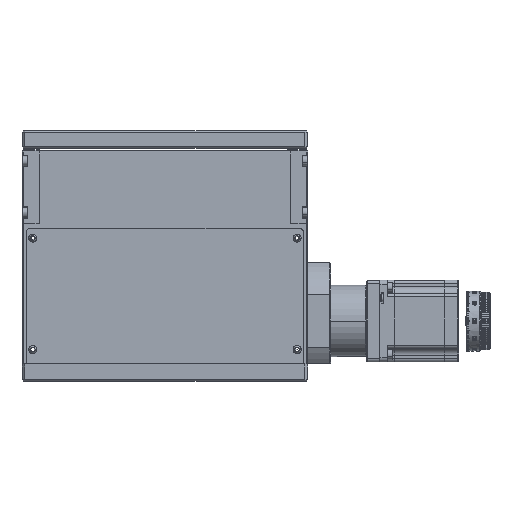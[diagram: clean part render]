
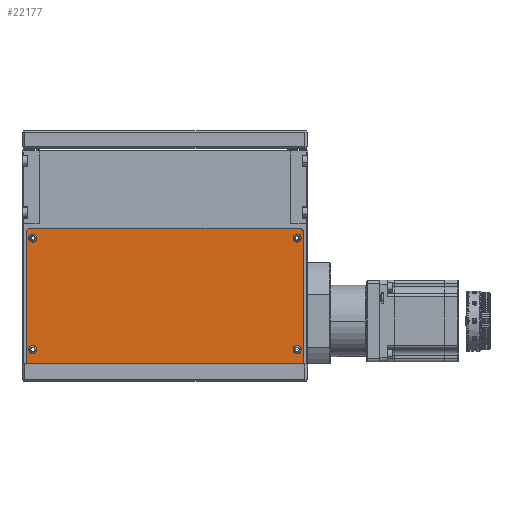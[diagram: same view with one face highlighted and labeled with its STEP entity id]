
A CAD part, front view. The second image highlights one B-rep face of the part: STEP entity #22177.
In plain terms, the highlighted planar face has unit normal (0, -1, 0).
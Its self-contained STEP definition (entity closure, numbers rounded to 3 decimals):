
#1218 = CIRCLE ( 'NONE', #17172, 2. ) ;
#2363 = VERTEX_POINT ( 'NONE', #38548 ) ;
#2797 = EDGE_CURVE ( 'NONE', #30680, #20495, #52207, .T. ) ;
#3608 = VERTEX_POINT ( 'NONE', #28478 ) ;
#4086 = EDGE_CURVE ( 'NONE', #3608, #60287, #46058, .T. ) ;
#4905 = CARTESIAN_POINT ( 'NONE',  ( 94.5, -84.5, 22. ) ) ;
#4911 = ORIENTED_EDGE ( 'NONE', *, *, #40052, .F. ) ;
#5810 = AXIS2_PLACEMENT_3D ( 'NONE', #18371, #37976, #32848 ) ;
#6132 = DIRECTION ( 'NONE',  ( 0., -1., 0. ) ) ;
#6832 = CARTESIAN_POINT ( 'NONE',  ( 97., -84.5, 107. ) ) ;
#6906 = DIRECTION ( 'NONE',  ( -1., 0., 0. ) ) ;
#7018 = CIRCLE ( 'NONE', #52412, 3. ) ;
#7489 = VECTOR ( 'NONE', #12646, 1000. ) ;
#7731 = DIRECTION ( 'NONE',  ( 0., -1., 0. ) ) ;
#9357 = EDGE_CURVE ( 'NONE', #59289, #12110, #57122, .T. ) ;
#9555 = VERTEX_POINT ( 'NONE', #35521 ) ;
#9575 = DIRECTION ( 'NONE',  ( 1., 0., 0. ) ) ;
#10853 = DIRECTION ( 'NONE',  ( -1., 0., 0. ) ) ;
#10915 = CARTESIAN_POINT ( 'NONE',  ( 92.5, -84.5, 22. ) ) ;
#12110 = VERTEX_POINT ( 'NONE', #42621 ) ;
#12646 = DIRECTION ( 'NONE',  ( 0., 0., -1. ) ) ;
#14063 = ORIENTED_EDGE ( 'NONE', *, *, #25359, .F. ) ;
#14704 = DIRECTION ( 'NONE',  ( -1., 0., 0. ) ) ;
#14844 = CARTESIAN_POINT ( 'NONE',  ( -94.5, -84.5, 22. ) ) ;
#15288 = EDGE_CURVE ( 'NONE', #21933, #9555, #51004, .T. ) ;
#15654 = DIRECTION ( 'NONE',  ( -1., 0., 0. ) ) ;
#15871 = AXIS2_PLACEMENT_3D ( 'NONE', #48302, #34330, #34525 ) ;
#17172 = AXIS2_PLACEMENT_3D ( 'NONE', #10915, #43923, #15654 ) ;
#17374 = CARTESIAN_POINT ( 'NONE',  ( 94.5, -84.5, 100. ) ) ;
#18371 = CARTESIAN_POINT ( 'NONE',  ( 0., -84.5, 61. ) ) ;
#18445 = ORIENTED_EDGE ( 'NONE', *, *, #4086, .F. ) ;
#18744 = DIRECTION ( 'NONE',  ( -1., 0., 0. ) ) ;
#18893 = AXIS2_PLACEMENT_3D ( 'NONE', #28732, #18998, #42140 ) ;
#18957 = PLANE ( 'NONE',  #5810 ) ;
#18998 = DIRECTION ( 'NONE',  ( 0., -1., 0. ) ) ;
#19317 = CARTESIAN_POINT ( 'NONE',  ( -92.5, -84.5, 22. ) ) ;
#19924 = AXIS2_PLACEMENT_3D ( 'NONE', #35176, #39682, #6906 ) ;
#20003 = ORIENTED_EDGE ( 'NONE', *, *, #15288, .T. ) ;
#20035 = CARTESIAN_POINT ( 'NONE',  ( -94., -84.5, 107. ) ) ;
#20457 = VERTEX_POINT ( 'NONE', #44581 ) ;
#20495 = VERTEX_POINT ( 'NONE', #44204 ) ;
#21863 = ORIENTED_EDGE ( 'NONE', *, *, #29487, .T. ) ;
#21933 = VERTEX_POINT ( 'NONE', #20035 ) ;
#22177 = ADVANCED_FACE ( 'NONE', ( #32818, #25325, #51221, #36480, #59276 ), #18957, .T. ) ;
#22686 = ORIENTED_EDGE ( 'NONE', *, *, #2797, .F. ) ;
#23549 = EDGE_LOOP ( 'NONE', ( #59433, #22686 ) ) ;
#23834 = EDGE_LOOP ( 'NONE', ( #4911, #57053 ) ) ;
#24694 = CARTESIAN_POINT ( 'NONE',  ( -94.5, -84.5, 100. ) ) ;
#25325 = FACE_BOUND ( 'NONE', #53808, .T. ) ;
#25359 = EDGE_CURVE ( 'NONE', #2363, #48099, #45330, .T. ) ;
#25551 = DIRECTION ( 'NONE',  ( 0., 0., 1. ) ) ;
#26211 = DIRECTION ( 'NONE',  ( -1., 0., 0. ) ) ;
#27088 = CARTESIAN_POINT ( 'NONE',  ( -94., -84.5, 104. ) ) ;
#27322 = CIRCLE ( 'NONE', #42779, 2. ) ;
#28478 = CARTESIAN_POINT ( 'NONE',  ( 90.5, -84.5, 100. ) ) ;
#28732 = CARTESIAN_POINT ( 'NONE',  ( 92.5, -84.5, 22. ) ) ;
#28740 = DIRECTION ( 'NONE',  ( 0., -1., 0. ) ) ;
#29487 = EDGE_CURVE ( 'NONE', #9555, #47297, #42185, .T. ) ;
#30264 = VERTEX_POINT ( 'NONE', #14844 ) ;
#30680 = VERTEX_POINT ( 'NONE', #4905 ) ;
#30993 = CIRCLE ( 'NONE', #36157, 2. ) ;
#31211 = CARTESIAN_POINT ( 'NONE',  ( -97., -84.5, 107. ) ) ;
#31664 = CIRCLE ( 'NONE', #15871, 2. ) ;
#32427 = EDGE_CURVE ( 'NONE', #12110, #20457, #7018, .T. ) ;
#32818 = FACE_BOUND ( 'NONE', #23549, .T. ) ;
#32848 = DIRECTION ( 'NONE',  ( -1., 0., 0. ) ) ;
#32994 = CARTESIAN_POINT ( 'NONE',  ( -92.5, -84.5, 100. ) ) ;
#33245 = DIRECTION ( 'NONE',  ( 0., -1., 0. ) ) ;
#33249 = EDGE_LOOP ( 'NONE', ( #18445, #35645 ) ) ;
#33507 = CARTESIAN_POINT ( 'NONE',  ( 100., -84.5, 12. ) ) ;
#33582 = VECTOR ( 'NONE', #39330, 1000. ) ;
#34330 = DIRECTION ( 'NONE',  ( 0., -1., 0. ) ) ;
#34525 = DIRECTION ( 'NONE',  ( -1., 0., 0. ) ) ;
#34548 = CARTESIAN_POINT ( 'NONE',  ( -90.5, -84.5, 22. ) ) ;
#35176 = CARTESIAN_POINT ( 'NONE',  ( -92.5, -84.5, 100. ) ) ;
#35521 = CARTESIAN_POINT ( 'NONE',  ( -97., -84.5, 104. ) ) ;
#35645 = ORIENTED_EDGE ( 'NONE', *, *, #39097, .F. ) ;
#36157 = AXIS2_PLACEMENT_3D ( 'NONE', #19317, #6132, #10853 ) ;
#36385 = AXIS2_PLACEMENT_3D ( 'NONE', #27088, #7731, #40720 ) ;
#36480 = FACE_BOUND ( 'NONE', #23834, .T. ) ;
#37976 = DIRECTION ( 'NONE',  ( 0., -1., 0. ) ) ;
#38006 = AXIS2_PLACEMENT_3D ( 'NONE', #56826, #28740, #14704 ) ;
#38548 = CARTESIAN_POINT ( 'NONE',  ( -90.5, -84.5, 100. ) ) ;
#38735 = CARTESIAN_POINT ( 'NONE',  ( -97., -84.5, 107. ) ) ;
#39097 = EDGE_CURVE ( 'NONE', #60287, #3608, #27322, .T. ) ;
#39100 = VERTEX_POINT ( 'NONE', #34548 ) ;
#39330 = DIRECTION ( 'NONE',  ( -1., 0., 0. ) ) ;
#39682 = DIRECTION ( 'NONE',  ( 0., -1., 0. ) ) ;
#40052 = EDGE_CURVE ( 'NONE', #30264, #39100, #31664, .T. ) ;
#40131 = CARTESIAN_POINT ( 'NONE',  ( 97., -84.5, 12. ) ) ;
#40720 = DIRECTION ( 'NONE',  ( -1., 0., 0. ) ) ;
#42071 = EDGE_CURVE ( 'NONE', #20495, #30680, #1218, .T. ) ;
#42140 = DIRECTION ( 'NONE',  ( -1., 0., 0. ) ) ;
#42185 = LINE ( 'NONE', #31211, #7489 ) ;
#42621 = CARTESIAN_POINT ( 'NONE',  ( 97., -84.5, 104. ) ) ;
#42779 = AXIS2_PLACEMENT_3D ( 'NONE', #53860, #58761, #26211 ) ;
#42858 = CARTESIAN_POINT ( 'NONE',  ( -97., -84.5, 12. ) ) ;
#43489 = AXIS2_PLACEMENT_3D ( 'NONE', #32994, #48354, #57241 ) ;
#43923 = DIRECTION ( 'NONE',  ( 0., -1., 0. ) ) ;
#44204 = CARTESIAN_POINT ( 'NONE',  ( 90.5, -84.5, 22. ) ) ;
#44581 = CARTESIAN_POINT ( 'NONE',  ( 94., -84.5, 107. ) ) ;
#45330 = CIRCLE ( 'NONE', #43489, 2. ) ;
#45507 = EDGE_LOOP ( 'NONE', ( #53651, #46286, #45851, #20003, #21863, #56633 ) ) ;
#45529 = EDGE_CURVE ( 'NONE', #48099, #2363, #50834, .T. ) ;
#45851 = ORIENTED_EDGE ( 'NONE', *, *, #51085, .T. ) ;
#46058 = CIRCLE ( 'NONE', #38006, 2. ) ;
#46286 = ORIENTED_EDGE ( 'NONE', *, *, #32427, .T. ) ;
#47297 = VERTEX_POINT ( 'NONE', #42858 ) ;
#47719 = EDGE_CURVE ( 'NONE', #47297, #59289, #51936, .T. ) ;
#48099 = VERTEX_POINT ( 'NONE', #24694 ) ;
#48302 = CARTESIAN_POINT ( 'NONE',  ( -92.5, -84.5, 22. ) ) ;
#48354 = DIRECTION ( 'NONE',  ( 0., -1., 0. ) ) ;
#50834 = CIRCLE ( 'NONE', #19924, 2. ) ;
#51004 = CIRCLE ( 'NONE', #36385, 3. ) ;
#51085 = EDGE_CURVE ( 'NONE', #20457, #21933, #60854, .T. ) ;
#51221 = FACE_BOUND ( 'NONE', #33249, .T. ) ;
#51936 = LINE ( 'NONE', #33507, #57811 ) ;
#52207 = CIRCLE ( 'NONE', #18893, 2. ) ;
#52412 = AXIS2_PLACEMENT_3D ( 'NONE', #56892, #33245, #18744 ) ;
#53351 = ORIENTED_EDGE ( 'NONE', *, *, #45529, .F. ) ;
#53357 = VECTOR ( 'NONE', #25551, 1000. ) ;
#53651 = ORIENTED_EDGE ( 'NONE', *, *, #9357, .T. ) ;
#53808 = EDGE_LOOP ( 'NONE', ( #53351, #14063 ) ) ;
#53860 = CARTESIAN_POINT ( 'NONE',  ( 92.5, -84.5, 100. ) ) ;
#56633 = ORIENTED_EDGE ( 'NONE', *, *, #47719, .T. ) ;
#56826 = CARTESIAN_POINT ( 'NONE',  ( 92.5, -84.5, 100. ) ) ;
#56892 = CARTESIAN_POINT ( 'NONE',  ( 94., -84.5, 104. ) ) ;
#57053 = ORIENTED_EDGE ( 'NONE', *, *, #57276, .F. ) ;
#57122 = LINE ( 'NONE', #6832, #53357 ) ;
#57241 = DIRECTION ( 'NONE',  ( -1., 0., 0. ) ) ;
#57276 = EDGE_CURVE ( 'NONE', #39100, #30264, #30993, .T. ) ;
#57811 = VECTOR ( 'NONE', #9575, 1000. ) ;
#58761 = DIRECTION ( 'NONE',  ( 0., -1., 0. ) ) ;
#59276 = FACE_OUTER_BOUND ( 'NONE', #45507, .T. ) ;
#59289 = VERTEX_POINT ( 'NONE', #40131 ) ;
#59433 = ORIENTED_EDGE ( 'NONE', *, *, #42071, .F. ) ;
#60287 = VERTEX_POINT ( 'NONE', #17374 ) ;
#60854 = LINE ( 'NONE', #38735, #33582 ) ;
